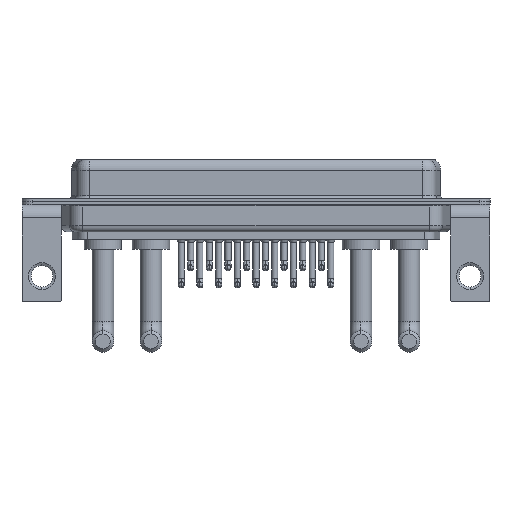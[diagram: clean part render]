
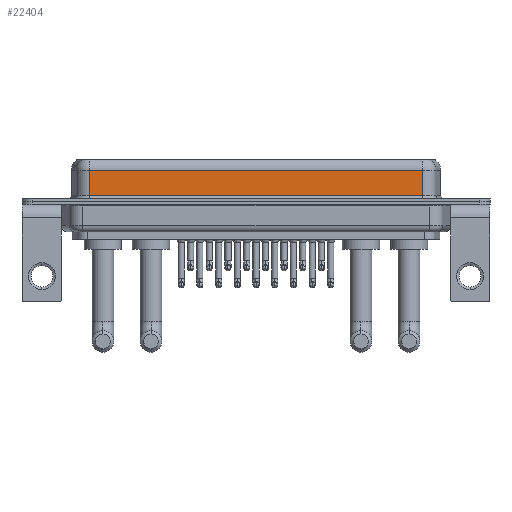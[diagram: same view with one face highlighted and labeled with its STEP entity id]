
A CAD part, front view. The second image highlights one B-rep face of the part: STEP entity #22404.
In plain terms, the highlighted planar face has unit normal (0, -1, 0).
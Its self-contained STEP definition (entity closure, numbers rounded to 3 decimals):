
#553 = VERTEX_POINT ( 'NONE', #22114 ) ;
#1879 = ORIENTED_EDGE ( 'NONE', *, *, #2693, .T. ) ;
#2226 = ORIENTED_EDGE ( 'NONE', *, *, #9878, .T. ) ;
#2693 = EDGE_CURVE ( 'NONE', #19947, #16256, #21303, .T. ) ;
#3032 = DIRECTION ( 'NONE',  ( 0., 0., 1. ) ) ;
#3118 = VECTOR ( 'NONE', #9527, 1000. ) ;
#3476 = CARTESIAN_POINT ( 'NONE',  ( 56.462, -3.95, 4.65 ) ) ;
#3913 = CARTESIAN_POINT ( 'NONE',  ( 56.462, -3.95, 0.9 ) ) ;
#4878 = DIRECTION ( 'NONE',  ( -1., 0., 0. ) ) ;
#6045 = CARTESIAN_POINT ( 'NONE',  ( 56.462, -3.95, 6.4 ) ) ;
#6159 = DIRECTION ( 'NONE',  ( 0., 1., 0. ) ) ;
#6358 = VECTOR ( 'NONE', #12316, 1000. ) ;
#8034 = VECTOR ( 'NONE', #22694, 1000. ) ;
#8512 = EDGE_LOOP ( 'NONE', ( #13986, #10045, #2226, #1879 ) ) ;
#9527 = DIRECTION ( 'NONE',  ( 0., 0., -1. ) ) ;
#9878 = EDGE_CURVE ( 'NONE', #553, #19947, #18148, .T. ) ;
#10012 = EDGE_CURVE ( 'NONE', #11535, #553, #10211, .T. ) ;
#10045 = ORIENTED_EDGE ( 'NONE', *, *, #10012, .T. ) ;
#10211 = LINE ( 'NONE', #16773, #10882 ) ;
#10882 = VECTOR ( 'NONE', #4878, 1000. ) ;
#11535 = VERTEX_POINT ( 'NONE', #3476 ) ;
#12316 = DIRECTION ( 'NONE',  ( 0., 0., -1. ) ) ;
#12448 = AXIS2_PLACEMENT_3D ( 'NONE', #6045, #6159, #3032 ) ;
#13114 = FACE_OUTER_BOUND ( 'NONE', #8512, .T. ) ;
#13930 = LINE ( 'NONE', #20917, #6358 ) ;
#13986 = ORIENTED_EDGE ( 'NONE', *, *, #16314, .F. ) ;
#14600 = CARTESIAN_POINT ( 'NONE',  ( 7.038, -3.95, 6.4 ) ) ;
#16256 = VERTEX_POINT ( 'NONE', #3913 ) ;
#16314 = EDGE_CURVE ( 'NONE', #11535, #16256, #13930, .T. ) ;
#16773 = CARTESIAN_POINT ( 'NONE',  ( 56.462, -3.95, 4.65 ) ) ;
#18148 = LINE ( 'NONE', #14600, #3118 ) ;
#18286 = CARTESIAN_POINT ( 'NONE',  ( 7.038, -3.95, 0.9 ) ) ;
#18716 = PLANE ( 'NONE',  #12448 ) ;
#19133 = CARTESIAN_POINT ( 'NONE',  ( 56.462, -3.95, 0.9 ) ) ;
#19947 = VERTEX_POINT ( 'NONE', #18286 ) ;
#20917 = CARTESIAN_POINT ( 'NONE',  ( 56.462, -3.95, 6.4 ) ) ;
#21303 = LINE ( 'NONE', #19133, #8034 ) ;
#22114 = CARTESIAN_POINT ( 'NONE',  ( 7.038, -3.95, 4.65 ) ) ;
#22404 = ADVANCED_FACE ( 'NONE', ( #13114 ), #18716, .F. ) ;
#22694 = DIRECTION ( 'NONE',  ( 1., 0., 0. ) ) ;
